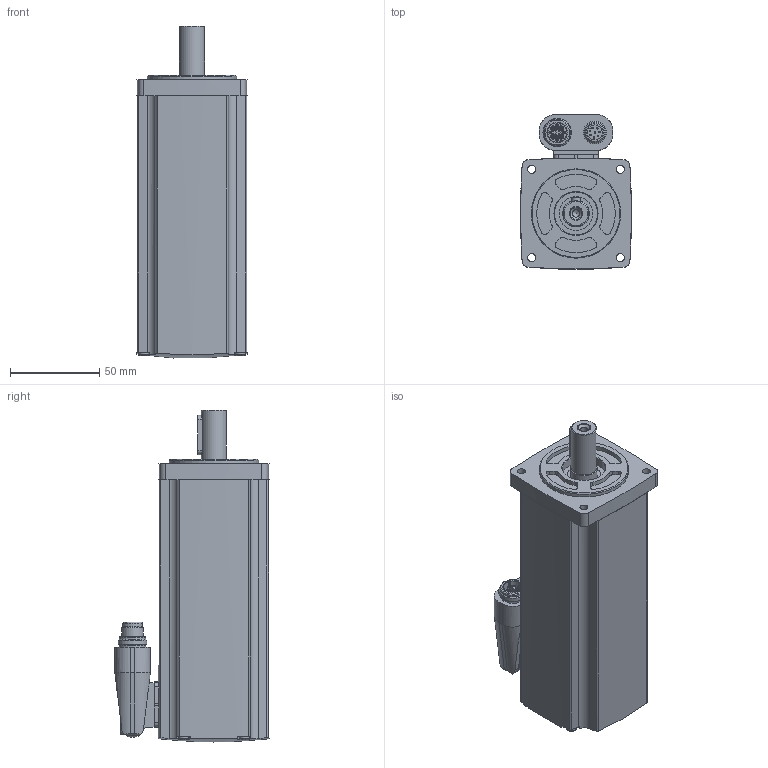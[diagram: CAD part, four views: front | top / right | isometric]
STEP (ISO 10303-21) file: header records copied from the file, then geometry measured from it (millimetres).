
FILE_DESCRIPTION(/* description */ ('STEP AP214'),/* implementation_level */ '2;1');
FILE_NAME(/* name */ '4267575_EMME-AS-60-SK-LS-AMXB',/* time_stamp */ '2024-08-27T23:50:48+02:00',/* author */ ('License CC BY-ND 4.0'),/* organization */ ('CADENAS'),/* preprocessor_version */ 'ST-DEVELOPER v19.3',/* originating_system */ 'PARTsolutions',/* authorisation */ ' ');
FILE_SCHEMA (('AUTOMOTIVE_DESIGN {1 0 10303 214 3 1 1}'));
Length unit declared in the file: millimetre
Products named in the file (1): 4267575 EMME-AS-60-SK-LS-AMXB
Bounding box: 61.91 x 86.5 x 185.78 mm (x, y, z)
Volume: 568627.3 mm3; surface area: 54021.6 mm2
Topology: 1 solids, 1 shells, 322 faces, 803 edges, 520 vertices
Faces by surface type: plane 144, cylinder 137, cone 16, torus 16, sphere 9
Full cylindrical faces by diameter (mm): 0.8 x12, 1.25 x4, 1.65 x4, 2.8 x4, 4.134 x1, 4.5 x4, 5.5 x4, 6 x2, 10.773 x2, 11.8 x1, 12 x1, 14 x1, 14.773 x2, 15 x1, 16 x1, 19 x1, 24 x1, 50 x1
Entity records: 9033 total; most frequent: CARTESIAN_POINT 1658, DIRECTION 1611, ORIENTED_EDGE 1364, EDGE_CURVE 682, AXIS2_PLACEMENT_3D 653, VERTEX_POINT 488, FACE_BOUND 456, EDGE_LOOP 455
